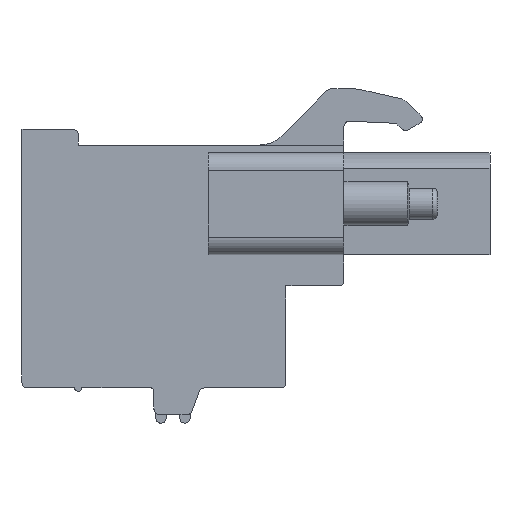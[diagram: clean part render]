
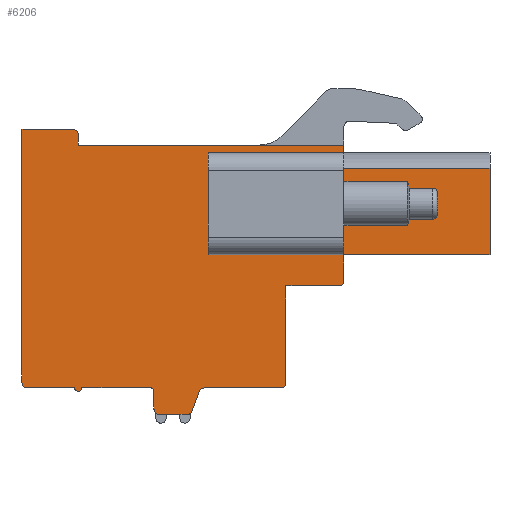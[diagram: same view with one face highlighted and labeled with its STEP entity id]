
A CAD part, left-side view. The second image highlights one B-rep face of the part: STEP entity #6206.
In plain terms, the highlighted planar face has unit normal (-1, 0, 0).
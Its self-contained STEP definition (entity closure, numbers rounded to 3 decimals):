
#1=DIRECTION('',(0.,-1.,0.));
#2=VECTOR('',#1,6.1);
#3=CARTESIAN_POINT('',(0.,2.04,0.73));
#4=LINE('',#3,#2);
#5=DIRECTION('',(0.,0.,1.));
#6=VECTOR('',#5,5.8);
#7=CARTESIAN_POINT('',(0.,-4.06,0.73));
#8=LINE('',#7,#6);
#9=DIRECTION('',(0.,1.,0.));
#10=VECTOR('',#9,6.1);
#11=CARTESIAN_POINT('',(0.,-4.06,6.53));
#12=LINE('',#11,#10);
#13=CARTESIAN_POINT('',(0.,-2.06,-6.54));
#14=DIRECTION('',(1.,0.,0.));
#15=DIRECTION('',(0.,-1.,0.));
#16=AXIS2_PLACEMENT_3D('',#13,#14,#15);
#18=DIRECTION('',(0.,1.,0.));
#19=VECTOR('',#18,4.34);
#20=CARTESIAN_POINT('',(0.,-2.06,-6.84));
#21=LINE('',#20,#19);
#22=CARTESIAN_POINT('',(0.,2.28,-7.14));
#23=DIRECTION('',(-1.,0.,0.));
#24=DIRECTION('',(0.,0.,1.));
#25=AXIS2_PLACEMENT_3D('',#22,#23,#24);
#27=DIRECTION('',(0.,0.345,-0.939));
#28=VECTOR('',#27,1.179);
#29=CARTESIAN_POINT('',(0.,2.562,-7.037));
#30=LINE('',#29,#28);
#31=CARTESIAN_POINT('',(0.,3.25,-8.04));
#32=DIRECTION('',(1.,0.,0.));
#33=DIRECTION('',(0.,-0.939,-0.345));
#34=AXIS2_PLACEMENT_3D('',#31,#32,#33);
#36=DIRECTION('',(0.,1.,0.));
#37=VECTOR('',#36,1.59);
#38=CARTESIAN_POINT('',(0.,3.25,-8.34));
#39=LINE('',#38,#37);
#40=CARTESIAN_POINT('',(0.,4.84,-8.04));
#41=DIRECTION('',(1.,0.,0.));
#42=DIRECTION('',(0.,0.,-1.));
#43=AXIS2_PLACEMENT_3D('',#40,#41,#42);
#45=DIRECTION('',(0.,0.,1.));
#46=VECTOR('',#45,1.);
#47=CARTESIAN_POINT('',(0.,5.14,-8.04));
#48=LINE('',#47,#46);
#49=CARTESIAN_POINT('',(0.,5.34,-7.04));
#50=DIRECTION('',(-1.,0.,0.));
#51=DIRECTION('',(0.,-1.,0.));
#52=AXIS2_PLACEMENT_3D('',#49,#50,#51);
#54=DIRECTION('',(0.,1.,0.));
#55=VECTOR('',#54,3.9);
#56=CARTESIAN_POINT('',(0.,5.34,-6.84));
#57=LINE('',#56,#55);
#58=CARTESIAN_POINT('',(0.,9.44,-6.84));
#59=DIRECTION('',(1.,0.,0.));
#60=DIRECTION('',(0.,-1.,0.));
#61=AXIS2_PLACEMENT_3D('',#58,#59,#60);
#63=DIRECTION('',(0.,1.,0.));
#64=VECTOR('',#63,2.7);
#65=CARTESIAN_POINT('',(0.,9.64,-6.84));
#66=LINE('',#65,#64);
#67=CARTESIAN_POINT('',(0.,12.34,-6.54));
#68=DIRECTION('',(1.,0.,0.));
#69=DIRECTION('',(0.,0.,-1.));
#70=AXIS2_PLACEMENT_3D('',#67,#68,#69);
#72=DIRECTION('',(0.,0.,1.));
#73=VECTOR('',#72,0.5);
#74=CARTESIAN_POINT('',(0.,12.64,-6.54));
#75=LINE('',#74,#73);
#76=DIRECTION('',(0.,0.,1.));
#77=VECTOR('',#76,13.9);
#78=CARTESIAN_POINT('',(0.,12.64,-6.04));
#79=LINE('',#78,#77);
#80=DIRECTION('',(0.,-1.,0.));
#81=VECTOR('',#80,2.9);
#82=CARTESIAN_POINT('',(0.,12.64,7.86));
#83=LINE('',#82,#81);
#84=CARTESIAN_POINT('',(0.,9.74,7.56));
#85=DIRECTION('',(1.,0.,0.));
#86=DIRECTION('',(0.,0.,1.));
#87=AXIS2_PLACEMENT_3D('',#84,#85,#86);
#89=DIRECTION('',(0.,0.,-1.));
#90=VECTOR('',#89,0.6);
#91=CARTESIAN_POINT('',(0.,9.44,7.56));
#92=LINE('',#91,#90);
#93=DIRECTION('',(0.,-1.,0.));
#94=VECTOR('',#93,15.1);
#95=CARTESIAN_POINT('',(0.,9.44,6.96));
#96=LINE('',#95,#94);
#97=DIRECTION('',(0.,0.,-1.));
#98=VECTOR('',#97,1.325);
#99=CARTESIAN_POINT('',(0.,-5.66,6.96));
#100=LINE('',#99,#98);
#101=DIRECTION('',(0.,1.,0.));
#102=VECTOR('',#101,8.3);
#103=CARTESIAN_POINT('',(0.,-13.96,5.635));
#104=LINE('',#103,#102);
#105=DIRECTION('',(0.,1.,0.));
#106=VECTOR('',#105,8.3);
#107=CARTESIAN_POINT('',(0.,-13.96,0.73));
#108=LINE('',#107,#106);
#109=DIRECTION('',(0.,0.,-1.));
#110=VECTOR('',#109,1.47);
#111=CARTESIAN_POINT('',(0.,-5.66,0.73));
#112=LINE('',#111,#110);
#113=CARTESIAN_POINT('',(0.,-5.36,-0.74));
#114=DIRECTION('',(-1.,0.,0.));
#115=DIRECTION('',(0.,0.,-1.));
#116=AXIS2_PLACEMENT_3D('',#113,#114,#115);
#294=DIRECTION('',(0.,0.,1.));
#295=VECTOR('',#294,5.8);
#296=CARTESIAN_POINT('',(0.,2.04,0.73));
#297=LINE('',#296,#295);
#631=DIRECTION('',(0.,-1.,0.));
#632=VECTOR('',#631,3.);
#633=CARTESIAN_POINT('',(0.,-2.36,-1.04));
#634=LINE('',#633,#632);
#1023=DIRECTION('',(0.,0.,1.));
#1024=VECTOR('',#1023,4.905);
#1025=CARTESIAN_POINT('',(0.,-13.96,0.73));
#1026=LINE('',#1025,#1024);
#1637=DIRECTION('',(0.,0.,1.));
#1638=VECTOR('',#1637,5.5);
#1639=CARTESIAN_POINT('',(0.,-2.36,-6.54));
#1640=LINE('',#1639,#1638);
#4683=CARTESIAN_POINT('',(0.,12.34,-6.84));
#4684=CARTESIAN_POINT('',(0.,12.64,-6.54));
#4685=VERTEX_POINT('',#4683);
#4686=VERTEX_POINT('',#4684);
#4687=CARTESIAN_POINT('',(0.,12.64,-6.04));
#4688=VERTEX_POINT('',#4687);
#4689=CARTESIAN_POINT('',(0.,12.64,7.86));
#4690=VERTEX_POINT('',#4689);
#4691=CARTESIAN_POINT('',(0.,9.74,7.86));
#4692=VERTEX_POINT('',#4691);
#4693=CARTESIAN_POINT('',(0.,9.44,7.56));
#4694=VERTEX_POINT('',#4693);
#4695=CARTESIAN_POINT('',(0.,9.44,6.96));
#4696=VERTEX_POINT('',#4695);
#4697=CARTESIAN_POINT('',(0.,-5.66,6.96));
#4698=VERTEX_POINT('',#4697);
#4699=CARTESIAN_POINT('',(0.,-2.36,-6.54));
#4700=CARTESIAN_POINT('',(0.,-2.06,-6.84));
#4701=VERTEX_POINT('',#4699);
#4702=VERTEX_POINT('',#4700);
#4703=CARTESIAN_POINT('',(0.,2.28,-6.84));
#4704=VERTEX_POINT('',#4703);
#4705=CARTESIAN_POINT('',(0.,2.562,-7.037));
#4706=VERTEX_POINT('',#4705);
#4707=CARTESIAN_POINT('',(0.,2.968,-8.143));
#4708=VERTEX_POINT('',#4707);
#4709=CARTESIAN_POINT('',(0.,3.25,-8.34));
#4710=VERTEX_POINT('',#4709);
#4711=CARTESIAN_POINT('',(0.,4.84,-8.34));
#4712=VERTEX_POINT('',#4711);
#4713=CARTESIAN_POINT('',(0.,5.14,-8.04));
#4714=VERTEX_POINT('',#4713);
#4715=CARTESIAN_POINT('',(0.,5.14,-7.04));
#4716=VERTEX_POINT('',#4715);
#4717=CARTESIAN_POINT('',(0.,5.34,-6.84));
#4718=VERTEX_POINT('',#4717);
#4719=CARTESIAN_POINT('',(0.,9.24,-6.84));
#4720=VERTEX_POINT('',#4719);
#4721=CARTESIAN_POINT('',(0.,9.64,-6.84));
#4722=VERTEX_POINT('',#4721);
#4787=CARTESIAN_POINT('',(0.,-13.96,0.73));
#4788=VERTEX_POINT('',#4787);
#4789=CARTESIAN_POINT('',(0.,-5.66,0.73));
#4790=VERTEX_POINT('',#4789);
#4955=CARTESIAN_POINT('',(0.,-13.96,5.635));
#4957=VERTEX_POINT('',#4955);
#5823=CARTESIAN_POINT('',(0.,2.04,0.73));
#5824=CARTESIAN_POINT('',(0.,2.04,6.53));
#5825=VERTEX_POINT('',#5823);
#5826=VERTEX_POINT('',#5824);
#5831=CARTESIAN_POINT('',(0.,-4.06,0.73));
#5833=VERTEX_POINT('',#5831);
#5835=CARTESIAN_POINT('',(0.,-4.06,6.53));
#5837=VERTEX_POINT('',#5835);
#5839=CARTESIAN_POINT('',(0.,-5.66,5.635));
#5840=VERTEX_POINT('',#5839);
#5987=CARTESIAN_POINT('',(0.,-5.36,-1.04));
#5988=CARTESIAN_POINT('',(0.,-5.66,-0.74));
#5989=VERTEX_POINT('',#5987);
#5990=VERTEX_POINT('',#5988);
#5991=CARTESIAN_POINT('',(0.,-2.36,-1.04));
#5992=VERTEX_POINT('',#5991);
#6135=CARTESIAN_POINT('',(0.,0.,0.));
#6136=DIRECTION('',(1.,0.,0.));
#6137=DIRECTION('',(0.,-1.,0.));
#6138=AXIS2_PLACEMENT_3D('',#6135,#6136,#6137);
#6139=PLANE('',#6138);
#6141=ORIENTED_EDGE('',*,*,#6140,.F.);
#6143=ORIENTED_EDGE('',*,*,#6142,.F.);
#6145=ORIENTED_EDGE('',*,*,#6144,.T.);
#6147=ORIENTED_EDGE('',*,*,#6146,.T.);
#6149=ORIENTED_EDGE('',*,*,#6148,.T.);
#6151=ORIENTED_EDGE('',*,*,#6150,.T.);
#6153=ORIENTED_EDGE('',*,*,#6152,.T.);
#6155=ORIENTED_EDGE('',*,*,#6154,.T.);
#6157=ORIENTED_EDGE('',*,*,#6156,.T.);
#6159=ORIENTED_EDGE('',*,*,#6158,.T.);
#6161=ORIENTED_EDGE('',*,*,#6160,.T.);
#6163=ORIENTED_EDGE('',*,*,#6162,.T.);
#6165=ORIENTED_EDGE('',*,*,#6164,.T.);
#6167=ORIENTED_EDGE('',*,*,#6166,.T.);
#6169=ORIENTED_EDGE('',*,*,#6168,.T.);
#6171=ORIENTED_EDGE('',*,*,#6170,.T.);
#6173=ORIENTED_EDGE('',*,*,#6172,.T.);
#6175=ORIENTED_EDGE('',*,*,#6174,.T.);
#6177=ORIENTED_EDGE('',*,*,#6176,.T.);
#6179=ORIENTED_EDGE('',*,*,#6178,.T.);
#6181=ORIENTED_EDGE('',*,*,#6180,.T.);
#6183=ORIENTED_EDGE('',*,*,#6182,.T.);
#6185=ORIENTED_EDGE('',*,*,#6184,.F.);
#6187=ORIENTED_EDGE('',*,*,#6186,.F.);
#6189=ORIENTED_EDGE('',*,*,#6188,.T.);
#6191=ORIENTED_EDGE('',*,*,#6190,.T.);
#6193=ORIENTED_EDGE('',*,*,#6192,.F.);
#6194=EDGE_LOOP('',(#6141,#6143,#6145,#6147,#6149,#6151,#6153,#6155,#6157,#6159,
#6161,#6163,#6165,#6167,#6169,#6171,#6173,#6175,#6177,#6179,#6181,#6183,#6185,
#6187,#6189,#6191,#6193));
#6195=FACE_OUTER_BOUND('',#6194,.F.);
#6197=ORIENTED_EDGE('',*,*,#6196,.T.);
#6199=ORIENTED_EDGE('',*,*,#6198,.T.);
#6201=ORIENTED_EDGE('',*,*,#6200,.T.);
#6203=ORIENTED_EDGE('',*,*,#6202,.F.);
#6204=EDGE_LOOP('',(#6197,#6199,#6201,#6203));
#6205=FACE_BOUND('',#6204,.F.);
#6206=ADVANCED_FACE('',(#6195,#6205),#6139,.F.);
#17=CIRCLE('',#16,0.3);
#26=CIRCLE('',#25,0.3);
#35=CIRCLE('',#34,0.3);
#44=CIRCLE('',#43,0.3);
#53=CIRCLE('',#52,0.2);
#62=CIRCLE('',#61,0.2);
#71=CIRCLE('',#70,0.3);
#88=CIRCLE('',#87,0.3);
#117=CIRCLE('',#116,0.3);
#6140=EDGE_CURVE('',#5992,#5989,#634,.T.);
#6142=EDGE_CURVE('',#4701,#5992,#1640,.T.);
#6144=EDGE_CURVE('',#4701,#4702,#17,.T.);
#6146=EDGE_CURVE('',#4702,#4704,#21,.T.);
#6148=EDGE_CURVE('',#4704,#4706,#26,.T.);
#6150=EDGE_CURVE('',#4706,#4708,#30,.T.);
#6152=EDGE_CURVE('',#4708,#4710,#35,.T.);
#6154=EDGE_CURVE('',#4710,#4712,#39,.T.);
#6156=EDGE_CURVE('',#4712,#4714,#44,.T.);
#6158=EDGE_CURVE('',#4714,#4716,#48,.T.);
#6160=EDGE_CURVE('',#4716,#4718,#53,.T.);
#6162=EDGE_CURVE('',#4718,#4720,#57,.T.);
#6164=EDGE_CURVE('',#4720,#4722,#62,.T.);
#6166=EDGE_CURVE('',#4722,#4685,#66,.T.);
#6168=EDGE_CURVE('',#4685,#4686,#71,.T.);
#6170=EDGE_CURVE('',#4686,#4688,#75,.T.);
#6172=EDGE_CURVE('',#4688,#4690,#79,.T.);
#6174=EDGE_CURVE('',#4690,#4692,#83,.T.);
#6176=EDGE_CURVE('',#4692,#4694,#88,.T.);
#6178=EDGE_CURVE('',#4694,#4696,#92,.T.);
#6180=EDGE_CURVE('',#4696,#4698,#96,.T.);
#6182=EDGE_CURVE('',#4698,#5840,#100,.T.);
#6184=EDGE_CURVE('',#4957,#5840,#104,.T.);
#6186=EDGE_CURVE('',#4788,#4957,#1026,.T.);
#6188=EDGE_CURVE('',#4788,#4790,#108,.T.);
#6190=EDGE_CURVE('',#4790,#5990,#112,.T.);
#6192=EDGE_CURVE('',#5989,#5990,#117,.T.);
#6196=EDGE_CURVE('',#5825,#5833,#4,.T.);
#6198=EDGE_CURVE('',#5833,#5837,#8,.T.);
#6200=EDGE_CURVE('',#5837,#5826,#12,.T.);
#6202=EDGE_CURVE('',#5825,#5826,#297,.T.);
